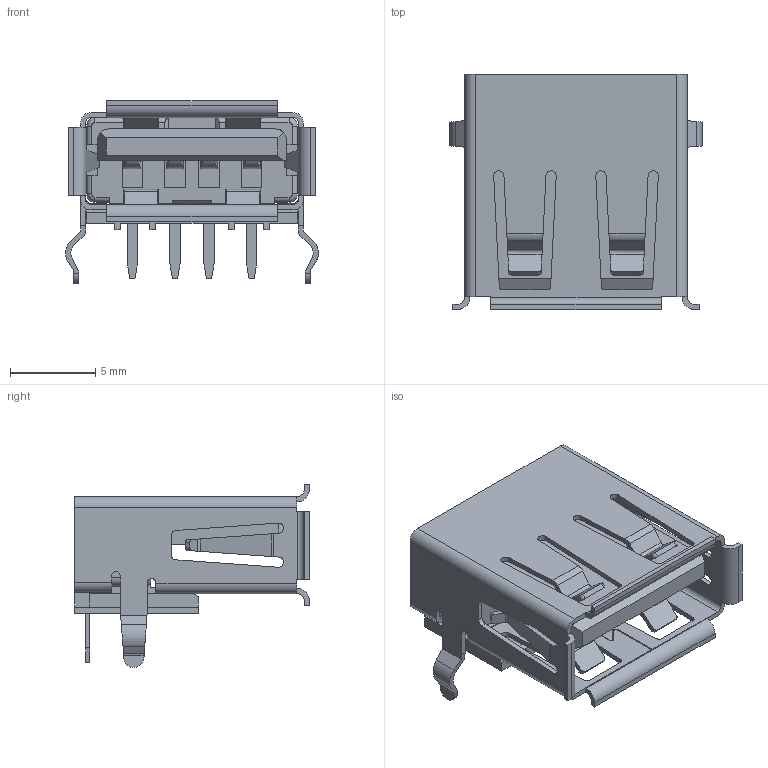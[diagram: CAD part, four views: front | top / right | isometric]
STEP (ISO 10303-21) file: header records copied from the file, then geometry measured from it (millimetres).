
FILE_DESCRIPTION (( 'STEP AP214' ), '1' );
FILE_NAME ('M-UE27-AC54-100-REVT1.STEP', '2015-02-19T19:14:25', ( '' ), ( '' ), 'SwSTEP 2.0', 'SolidWorks 2014', '' );
FILE_SCHEMA (( 'AUTOMOTIVE_DESIGN' ));
Length unit declared in the file: millimetre
Products named in the file (1): M-UE27-AC54-100-REVT1
Bounding box: 14.86 x 13.8 x 10.75 mm (x, y, z)
Volume: 562.5 mm3; surface area: 1734.2 mm2
Topology: 1 solids, 1 shells, 620 faces, 1816 edges, 1184 vertices
Faces by surface type: plane 460, cylinder 156, bspline 4
Entity records: 27218 total; most frequent: CARTESIAN_POINT 4081, ORIENTED_EDGE 3632, DIRECTION 3142, EDGE_CURVE 1816, VECTOR 1460, LINE 1460, VERTEX_POINT 1184, AXIS2_PLACEMENT_3D 841
